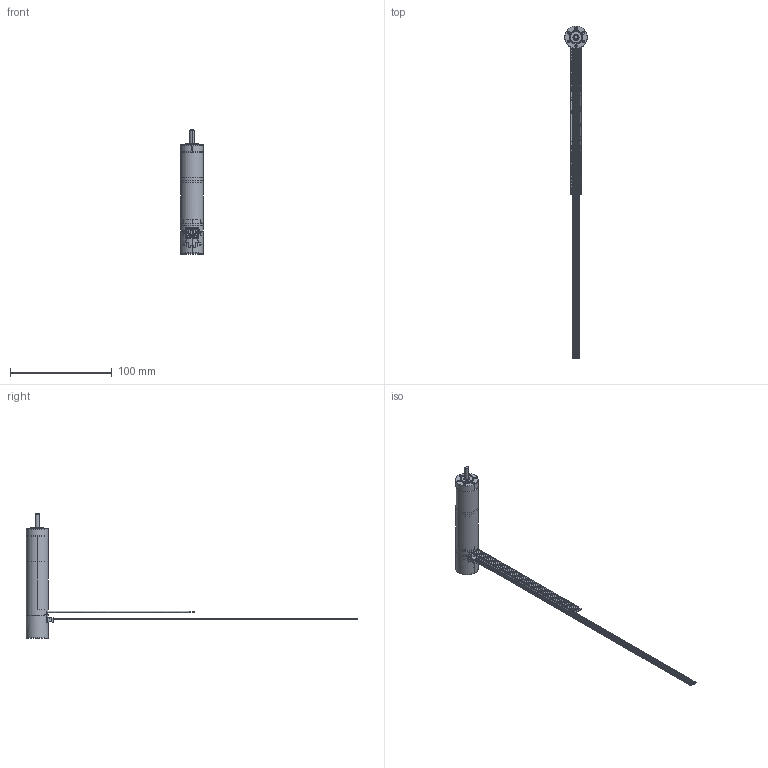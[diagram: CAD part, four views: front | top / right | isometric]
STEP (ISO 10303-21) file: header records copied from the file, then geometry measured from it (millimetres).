
FILE_DESCRIPTION((''),'2;1');
FILE_NAME('4611180000581_SW0001','2023-09-11T15:09:51',('ms27786'),(''),'CREO PARAMETRIC BY PTC INC, 2018100','CREO PARAMETRIC BY PTC INC, 2018100','');
FILE_SCHEMA(('CONFIG_CONTROL_DESIGN'));
Length unit declared in the file: millimetre
Products named in the file (1): 4611180000581_SW0001
Bounding box: 22 x 326 x 121.94 mm (x, y, z)
Volume: 21009.2 mm3; surface area: 37444.6 mm2
Topology: 4 solids, 6 shells, 2561 faces, 7098 edges, 4522 vertices
Faces by surface type: plane 864, cylinder 810, cone 421, bspline 194, extrusion 116, torus 108, sphere 48
Entity records: 143934 total; most frequent: CARTESIAN_POINT 80700, ORIENTED_EDGE 14052, DIRECTION 12133, EDGE_CURVE 7026, VERTEX_POINT 4523, AXIS2_PLACEMENT_3D 4397, VECTOR 3339, LINE 3223
